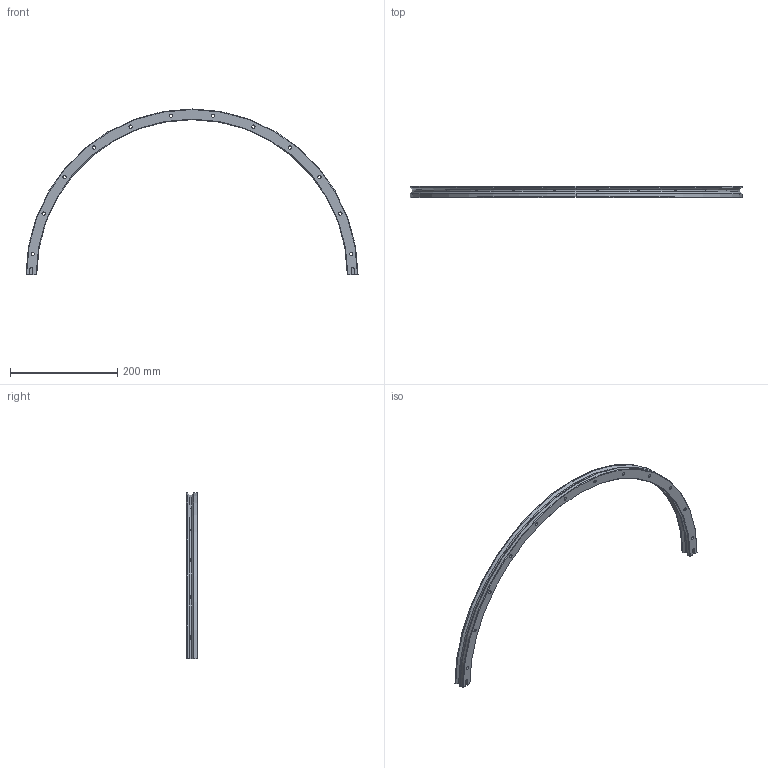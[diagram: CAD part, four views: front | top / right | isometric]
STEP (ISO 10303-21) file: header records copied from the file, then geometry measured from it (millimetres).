
FILE_DESCRIPTION (( 'STEP AP214' ), '1' );
FILE_NAME ('RCW-02-180-300-A3.STEP', '2022-10-20T17:23:04', ( '' ), ( '' ), 'SwSTEP 2.0', 'SolidWorks 2020', '' );
FILE_SCHEMA (( 'AUTOMOTIVE_DESIGN' ));
Length unit declared in the file: millimetre
Products named in the file (1): RCW-02-180-300-A3
Bounding box: 620 x 21 x 310 mm (x, y, z)
Volume: 327692.8 mm3; surface area: 87931.6 mm2
Topology: 1 solids, 1 shells, 100 faces, 250 edges, 164 vertices
Faces by surface type: cylinder 62, plane 22, cone 12, torus 4
Entity records: 3132 total; most frequent: DIRECTION 592, CARTESIAN_POINT 515, ORIENTED_EDGE 500, EDGE_CURVE 250, AXIS2_PLACEMENT_3D 241, VERTEX_POINT 164, CIRCLE 140, EDGE_LOOP 136
